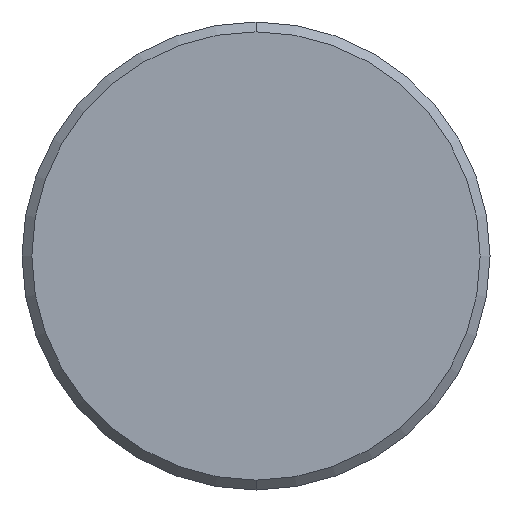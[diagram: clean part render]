
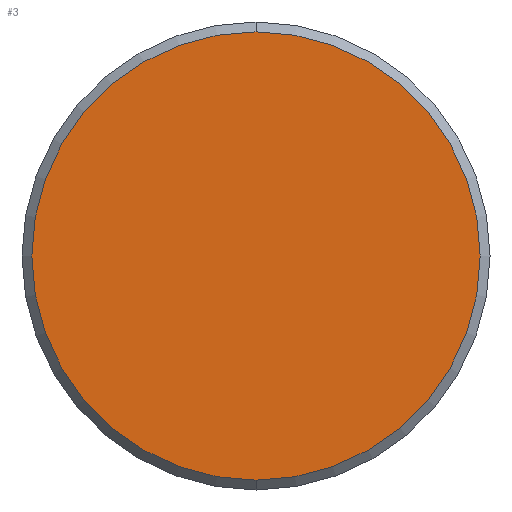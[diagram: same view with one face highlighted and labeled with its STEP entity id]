
A CAD part, front view. The second image highlights one B-rep face of the part: STEP entity #3.
In plain terms, the highlighted planar face has unit normal (0, -1, 0).
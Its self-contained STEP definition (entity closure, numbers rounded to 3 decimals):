
#3 = ADVANCED_FACE ( 'NONE', ( #200 ), #26, .F. ) ;
#15 = AXIS2_PLACEMENT_3D ( 'NONE', #70, #51, #46 ) ;
#16 = DIRECTION ( 'NONE',  ( 0., -1., 0. ) ) ;
#26 = PLANE ( 'NONE',  #15 ) ;
#31 = DIRECTION ( 'NONE',  ( 0., 0., 1. ) ) ;
#35 = CARTESIAN_POINT ( 'NONE',  ( 0., 0., 0. ) ) ;
#37 = AXIS2_PLACEMENT_3D ( 'NONE', #35, #16, #31 ) ;
#46 = DIRECTION ( 'NONE',  ( 0., 0., 1. ) ) ;
#49 = CARTESIAN_POINT ( 'NONE',  ( 0., 0., 0.57 ) ) ;
#51 = DIRECTION ( 'NONE',  ( 0., 1., 0. ) ) ;
#58 = DIRECTION ( 'NONE',  ( 0., -1., 0. ) ) ;
#62 = AXIS2_PLACEMENT_3D ( 'NONE', #94, #58, #133 ) ;
#70 = CARTESIAN_POINT ( 'NONE',  ( 0., 0., 0. ) ) ;
#94 = CARTESIAN_POINT ( 'NONE',  ( 0., 0., 0. ) ) ;
#100 = CIRCLE ( 'NONE', #37, 0.57 ) ;
#106 = EDGE_LOOP ( 'NONE', ( #182, #126 ) ) ;
#119 = VERTEX_POINT ( 'NONE', #49 ) ;
#126 = ORIENTED_EDGE ( 'NONE', *, *, #152, .T. ) ;
#133 = DIRECTION ( 'NONE',  ( 0., 0., 1. ) ) ;
#150 = CIRCLE ( 'NONE', #62, 0.57 ) ;
#152 = EDGE_CURVE ( 'NONE', #227, #119, #150, .T. ) ;
#153 = CARTESIAN_POINT ( 'NONE',  ( 0., 0., -0.57 ) ) ;
#182 = ORIENTED_EDGE ( 'NONE', *, *, #236, .T. ) ;
#200 = FACE_OUTER_BOUND ( 'NONE', #106, .T. ) ;
#227 = VERTEX_POINT ( 'NONE', #153 ) ;
#236 = EDGE_CURVE ( 'NONE', #119, #227, #100, .T. ) ;
